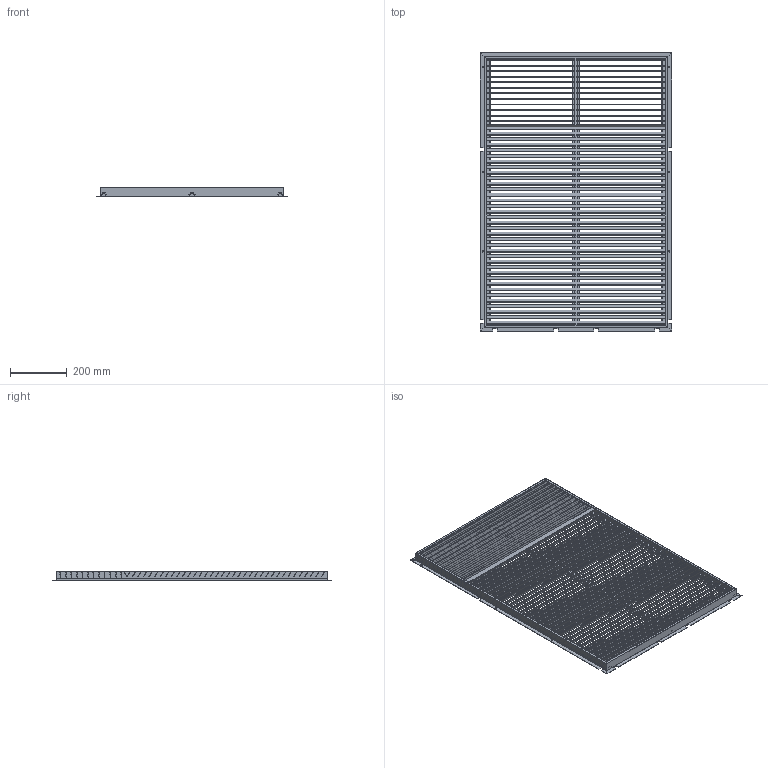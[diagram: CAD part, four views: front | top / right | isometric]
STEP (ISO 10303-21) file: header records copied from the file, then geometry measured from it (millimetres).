
FILE_DESCRIPTION (( 'STEP AP203' ), '1' );
FILE_NAME ('142-69-038.STEP', '2017-09-07T12:08:29', ( 'admin' ), ( 'Microsoft' ), 'SwSTEP 2.0', 'SolidWorks 2016', '' );
FILE_SCHEMA (( 'CONFIG_CONTROL_DESIGN' ));
Length unit declared in the file: inch
Products named in the file (1): 142-69-038
Bounding box: 676.27 x 985.84 x 31.11 mm (x, y, z)
Volume: 1730770.2 mm3; surface area: 2270924.4 mm2
Topology: 55 solids, 55 shells, 551 faces, 1323 edges, 882 vertices
Faces by surface type: plane 518, cylinder 33
Entity records: 15718 total; most frequent: CARTESIAN_POINT 2757, ORIENTED_EDGE 2646, DIRECTION 2493, EDGE_CURVE 1323, LINE 1257, VECTOR 1257, VERTEX_POINT 882, AXIS2_PLACEMENT_3D 618
